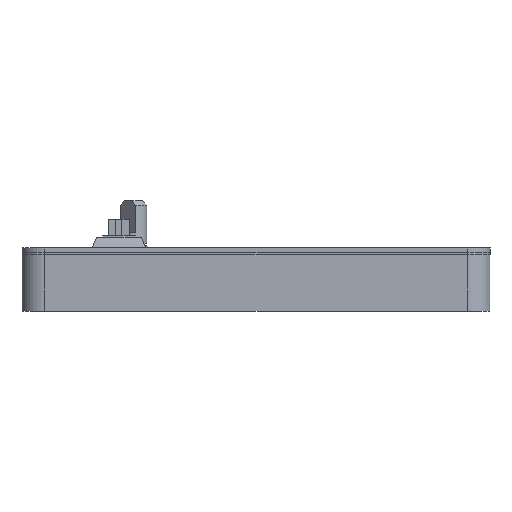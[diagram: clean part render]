
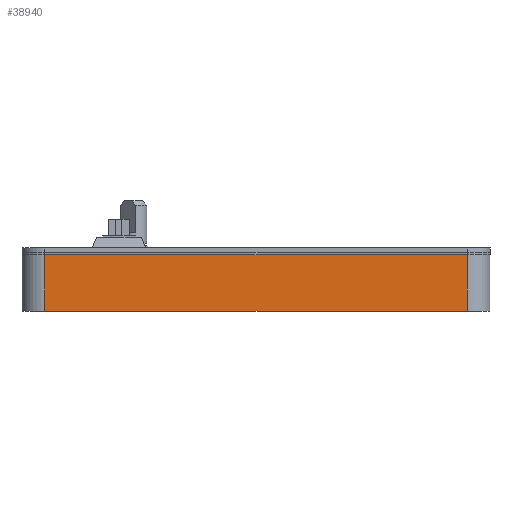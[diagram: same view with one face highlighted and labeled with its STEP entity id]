
A CAD part, left-side view. The second image highlights one B-rep face of the part: STEP entity #38940.
In plain terms, the highlighted planar face has unit normal (-1, 0, 0).
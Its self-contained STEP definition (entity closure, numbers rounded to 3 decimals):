
#4981=LINE('',#67023,#8971);
#4983=LINE('',#67029,#8973);
#4984=LINE('',#67031,#8974);
#4985=LINE('',#67032,#8975);
#8971=VECTOR('',#51981,10.);
#8973=VECTOR('',#51987,10.);
#8974=VECTOR('',#51988,10.);
#8975=VECTOR('',#51989,10.);
#12024=FACE_OUTER_BOUND('',#14200,.T.);
#14200=EDGE_LOOP('',(#33398,#33399,#33400,#33401));
#18840=VERTEX_POINT('',#67020);
#18841=VERTEX_POINT('',#67022);
#18843=VERTEX_POINT('',#67028);
#18844=VERTEX_POINT('',#67030);
#23833=EDGE_CURVE('',#18840,#18841,#4981,.T.);
#23836=EDGE_CURVE('',#18843,#18840,#4983,.T.);
#23837=EDGE_CURVE('',#18844,#18843,#4984,.T.);
#23838=EDGE_CURVE('',#18841,#18844,#4985,.T.);
#33398=ORIENTED_EDGE('',*,*,#23833,.F.);
#33399=ORIENTED_EDGE('',*,*,#23836,.F.);
#33400=ORIENTED_EDGE('',*,*,#23837,.F.);
#33401=ORIENTED_EDGE('',*,*,#23838,.F.);
#37049=PLANE('',#43042);
#38940=ADVANCED_FACE('',(#12024),#37049,.T.);
#43042=AXIS2_PLACEMENT_3D('',#67027,#51985,#51986);
#51981=DIRECTION('',(0.,0.,-1.));
#51985=DIRECTION('center_axis',(-1.,0.,0.));
#51986=DIRECTION('ref_axis',(0.,-1.,0.));
#51987=DIRECTION('',(0.,-1.,0.));
#51988=DIRECTION('',(0.,0.,1.));
#51989=DIRECTION('',(0.,1.,0.));
#67020=CARTESIAN_POINT('',(-130.345,-50.5,13.));
#67022=CARTESIAN_POINT('',(-130.345,-50.5,0.));
#67023=CARTESIAN_POINT('',(-130.345,-50.5,0.));
#67027=CARTESIAN_POINT('Origin',(-130.345,48.,0.));
#67028=CARTESIAN_POINT('',(-130.345,43.,13.));
#67029=CARTESIAN_POINT('',(-130.345,-55.5,13.));
#67030=CARTESIAN_POINT('',(-130.345,43.,0.));
#67031=CARTESIAN_POINT('',(-130.345,43.,0.));
#67032=CARTESIAN_POINT('',(-130.345,-55.5,0.));
